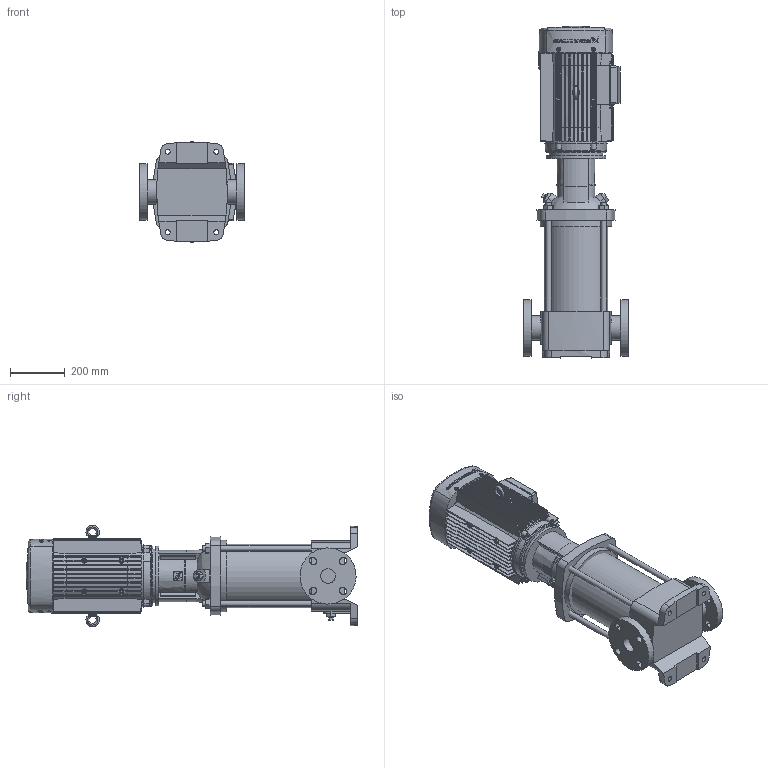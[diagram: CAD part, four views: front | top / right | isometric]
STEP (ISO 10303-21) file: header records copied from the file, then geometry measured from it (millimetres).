
FILE_DESCRIPTION(('FreeCAD Model'),'2;1');
FILE_NAME('Open CASCADE Shape Model','2025-05-03T23:25:30',('FreeCAD'),( 'FreeCAD'),'Open CASCADE STEP processor 7.6','FreeCAD','Unknown');
FILE_SCHEMA(('AUTOMOTIVE_DESIGN { 1 0 10303 214 1 1 1 1 }'));
Products named in the file (1): Open CASCADE STEP translator 7.6 1
Bounding box: 383.29 x 1213.23 x 369.58 mm (x, y, z)
Volume: 60327774 mm3; surface area: 2869369 mm2
Topology: 50 solids, 149 shells, 2416 faces, 5867 edges, 3818 vertices
Faces by surface type: bspline 2416
Entity records: 108465 total; most frequent: CARTESIAN_POINT 73438, ORIENTED_EDGE 11684, EDGE_CURVE 5842, B_SPLINE_CURVE_WITH_KNOTS 4357, VERTEX_POINT 3807, FACE_BOUND 2565, EDGE_LOOP 2565, ADVANCED_FACE 2416
